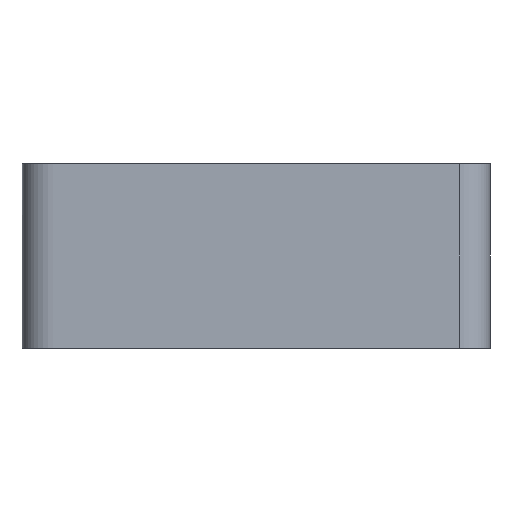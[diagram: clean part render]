
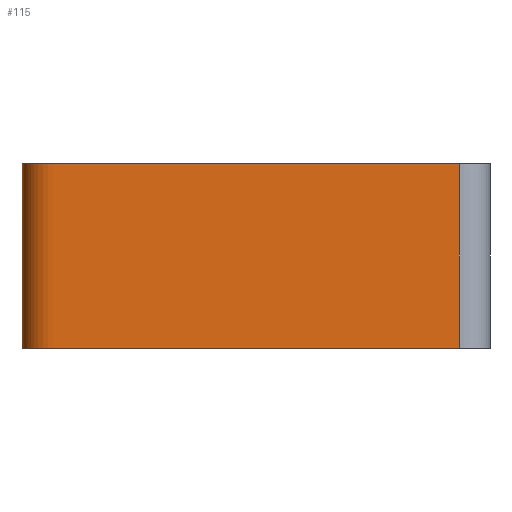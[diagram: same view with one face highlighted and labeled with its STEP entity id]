
A CAD part, front view. The second image highlights one B-rep face of the part: STEP entity #115.
In plain terms, the highlighted free-form (B-spline) face has degree [2, 1] with [7, 2] control points.
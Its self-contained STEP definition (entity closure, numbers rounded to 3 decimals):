
#115=ADVANCED_FACE($,(#407),#3886,.T.);
#407=FACE_OUTER_BOUND($,#722,.T.);
#722=EDGE_LOOP($,(#1412,#1413,#1414,#1415,#1416,#1417));
#1412=ORIENTED_EDGE($,*,*,#2662,.F.);
#1413=ORIENTED_EDGE($,*,*,#2663,.T.);
#1414=ORIENTED_EDGE($,*,*,#2829,.F.);
#1415=ORIENTED_EDGE($,*,*,#2831,.F.);
#1416=ORIENTED_EDGE($,*,*,#2830,.T.);
#1417=ORIENTED_EDGE($,*,*,#2832,.T.);
#2662=EDGE_CURVE($,#3435,#3434,#4175,.T.);
#2663=EDGE_CURVE($,#3435,#3436,#4480,.T.);
#2829=EDGE_CURVE($,#3567,#3436,#4570,.T.);
#2830=EDGE_CURVE($,#3569,#3568,#4252,.T.);
#2831=EDGE_CURVE($,#3569,#3567,#4571,.T.);
#2832=EDGE_CURVE($,#3568,#3434,#4253,.T.);
#3434=VERTEX_POINT($,#11042);
#3435=VERTEX_POINT($,#11043);
#3436=VERTEX_POINT($,#11044);
#3567=VERTEX_POINT($,#11175);
#3568=VERTEX_POINT($,#11176);
#3569=VERTEX_POINT($,#11177);
#3886=(
BOUNDED_SURFACE()
B_SPLINE_SURFACE(2,1,((#9449,#9450),(#9451,#9452),(#9453,#9454),(#9455,#9456),
(#9457,#9458),(#9459,#9460),(#9461,#9462)),.UNSPECIFIED.,.F.,.F.,.F.)
B_SPLINE_SURFACE_WITH_KNOTS((3,2,2,3),(2,2),(-584.391,-557.911,
-554.77,-501.926),(0.,12.),.UNSPECIFIED.)
GEOMETRIC_REPRESENTATION_ITEM()
RATIONAL_B_SPLINE_SURFACE(((1.,1.),(1.,1.),(1.,1.),(0.707,0.707),
(1.,1.),(1.,1.),(1.,1.)))
REPRESENTATION_ITEM($)
SURFACE()
);
#4175=(
BOUNDED_CURVE()
B_SPLINE_CURVE(3,(#6073,#6074,#6075,#6076,#6077,#6078,#6079),.UNSPECIFIED.,
.F.,.F.)
B_SPLINE_CURVE_WITH_KNOTS((4,3,4),(-362.32,-359.178,-306.334),
.UNSPECIFIED.)
CURVE()
GEOMETRIC_REPRESENTATION_ITEM()
RATIONAL_B_SPLINE_CURVE((1.,0.805,0.805,1.,1.,1.,
1.))
REPRESENTATION_ITEM($)
);
#4252=(
BOUNDED_CURVE()
B_SPLINE_CURVE(3,(#7041,#7042,#7043,#7044,#7045,#7046,#7047),.UNSPECIFIED.,
.F.,.F.)
B_SPLINE_CURVE_WITH_KNOTS((4,3,4),(-401.545,-398.403,-345.559),
.UNSPECIFIED.)
CURVE()
GEOMETRIC_REPRESENTATION_ITEM()
RATIONAL_B_SPLINE_CURVE((1.,0.805,0.805,1.,1.,1.,
1.))
REPRESENTATION_ITEM($)
);
#4253=(
BOUNDED_CURVE()
B_SPLINE_CURVE(3,(#7050,#7051,#7052,#7053),.UNSPECIFIED.,.F.,.F.)
B_SPLINE_CURVE_WITH_KNOTS((4,4),(-207.237,-195.237),.UNSPECIFIED.)
CURVE()
GEOMETRIC_REPRESENTATION_ITEM()
RATIONAL_B_SPLINE_CURVE((1.,1.,1.,1.))
REPRESENTATION_ITEM($)
);
#4480=B_SPLINE_CURVE_WITH_KNOTS($,1,(#6080,#6081),.UNSPECIFIED.,.F.,.F.,
(2,2),(557.911,584.391),.UNSPECIFIED.);
#4570=B_SPLINE_CURVE_WITH_KNOTS($,1,(#7039,#7040),.UNSPECIFIED.,.F.,.F.,
(2,2),(0.,12.),.UNSPECIFIED.);
#4571=B_SPLINE_CURVE_WITH_KNOTS($,1,(#7048,#7049),.UNSPECIFIED.,.F.,.F.,
(2,2),(557.911,584.391),.UNSPECIFIED.);
#6073=CARTESIAN_POINT($,(-13.24,0.,-13.6));
#6074=CARTESIAN_POINT($,(-14.412,0.,-13.6));
#6075=CARTESIAN_POINT($,(-15.24,0.828,-13.6));
#6076=CARTESIAN_POINT($,(-15.24,2.,-13.6));
#6077=CARTESIAN_POINT($,(-15.24,19.615,-13.6));
#6078=CARTESIAN_POINT($,(-15.24,37.229,-13.6));
#6079=CARTESIAN_POINT($,(-15.24,54.844,-13.6));
#6080=CARTESIAN_POINT($,(-13.24,0.,-13.6));
#6081=CARTESIAN_POINT($,(13.24,0.,-13.6));
#7039=CARTESIAN_POINT($,(13.24,0.,-1.6));
#7040=CARTESIAN_POINT($,(13.24,0.,-13.6));
#7041=CARTESIAN_POINT($,(-13.24,0.,-1.6));
#7042=CARTESIAN_POINT($,(-14.412,0.,-1.6));
#7043=CARTESIAN_POINT($,(-15.24,0.828,-1.6));
#7044=CARTESIAN_POINT($,(-15.24,2.,-1.6));
#7045=CARTESIAN_POINT($,(-15.24,19.615,-1.6));
#7046=CARTESIAN_POINT($,(-15.24,37.229,-1.6));
#7047=CARTESIAN_POINT($,(-15.24,54.844,-1.6));
#7048=CARTESIAN_POINT($,(-13.24,0.,-1.6));
#7049=CARTESIAN_POINT($,(13.24,0.,-1.6));
#7050=CARTESIAN_POINT($,(-15.24,54.844,-1.6));
#7051=CARTESIAN_POINT($,(-15.24,54.844,-5.6));
#7052=CARTESIAN_POINT($,(-15.24,54.844,-9.6));
#7053=CARTESIAN_POINT($,(-15.24,54.844,-13.6));
#9449=CARTESIAN_POINT($,(13.24,0.,-1.6));
#9450=CARTESIAN_POINT($,(13.24,0.,-13.6));
#9451=CARTESIAN_POINT($,(0.,0.,-1.6));
#9452=CARTESIAN_POINT($,(0.,0.,-13.6));
#9453=CARTESIAN_POINT($,(-13.24,0.,-1.6));
#9454=CARTESIAN_POINT($,(-13.24,0.,-13.6));
#9455=CARTESIAN_POINT($,(-15.24,0.,-1.6));
#9456=CARTESIAN_POINT($,(-15.24,0.,-13.6));
#9457=CARTESIAN_POINT($,(-15.24,2.,-1.6));
#9458=CARTESIAN_POINT($,(-15.24,2.,-13.6));
#9459=CARTESIAN_POINT($,(-15.24,28.422,-1.6));
#9460=CARTESIAN_POINT($,(-15.24,28.422,-13.6));
#9461=CARTESIAN_POINT($,(-15.24,54.844,-1.6));
#9462=CARTESIAN_POINT($,(-15.24,54.844,-13.6));
#11042=CARTESIAN_POINT($,(-15.24,54.844,-13.6));
#11043=CARTESIAN_POINT($,(-13.24,0.,-13.6));
#11044=CARTESIAN_POINT($,(13.24,0.,-13.6));
#11175=CARTESIAN_POINT($,(13.24,0.,-1.6));
#11176=CARTESIAN_POINT($,(-15.24,54.844,-1.6));
#11177=CARTESIAN_POINT($,(-13.24,0.,-1.6));
